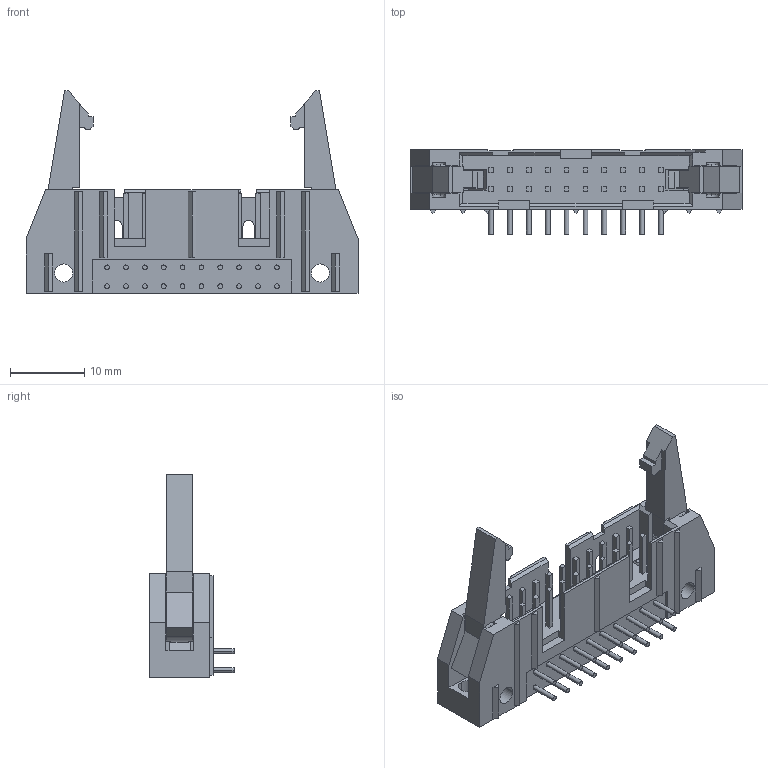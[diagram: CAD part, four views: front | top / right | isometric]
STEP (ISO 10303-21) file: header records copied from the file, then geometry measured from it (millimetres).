
FILE_DESCRIPTION((''),'2;1');
FILE_NAME('C-5499141-04-3','2007-09-01T',('workeradm'),('Tyco Electronics Corporation'),'PRO/ENGINEER BY PARAMETRIC TECHNOLOGY CORPORATION, 2005450','PRO/ENGINEER BY PARAMETRIC TECHNOLOGY CORPORATION, 2005450','');
FILE_SCHEMA(('CONFIG_CONTROL_DESIGN', 'GEOMETRIC_VALIDATION_PROPERTIES_MIM'));
Length unit declared in the file: millimetre
Products named in the file (1): C-5499141-04-3
Bounding box: 44.7 x 11.33 x 27.3 mm (x, y, z)
Volume: 3323.2 mm3; surface area: 4085.8 mm2
Topology: 1 solids, 1 shells, 396 faces, 1055 edges, 694 vertices
Faces by surface type: plane 326, cylinder 62, sphere 8
Entity records: 12304 total; most frequent: CARTESIAN_POINT 2138, ORIENTED_EDGE 2094, DIRECTION 1999, EDGE_CURVE 1047, VECTOR 887, LINE 887, VERTEX_POINT 694, AXIS2_PLACEMENT_3D 556
